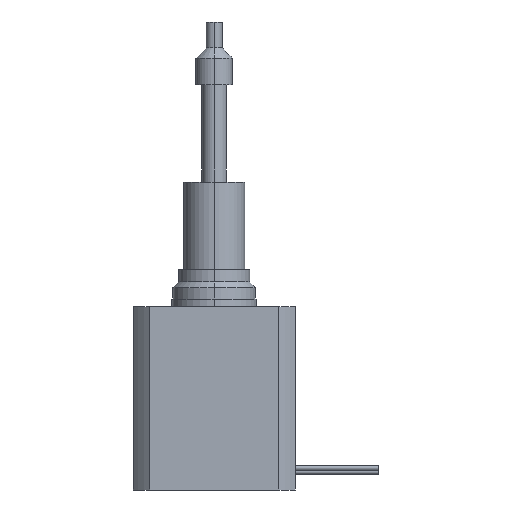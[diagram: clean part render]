
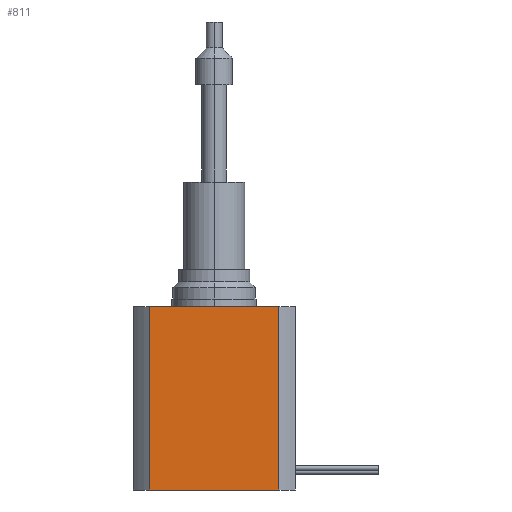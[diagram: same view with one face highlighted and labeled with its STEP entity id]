
A CAD part, left-side view. The second image highlights one B-rep face of the part: STEP entity #811.
In plain terms, the highlighted planar face has unit normal (-1, 0, 0).
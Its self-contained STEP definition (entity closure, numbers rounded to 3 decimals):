
#108 = ORIENTED_EDGE ( 'NONE', *, *, #526, .F. ) ;
#131 = LINE ( 'NONE', #2402, #801 ) ;
#164 = ORIENTED_EDGE ( 'NONE', *, *, #2925, .F. ) ;
#183 = VERTEX_POINT ( 'NONE', #255 ) ;
#255 = CARTESIAN_POINT ( 'NONE',  ( -21.1, -16.838, 0. ) ) ;
#301 = CARTESIAN_POINT ( 'NONE',  ( -21.1, 21.1, -47.75 ) ) ;
#518 = VERTEX_POINT ( 'NONE', #1952 ) ;
#526 = EDGE_CURVE ( 'NONE', #518, #1044, #2858, .T. ) ;
#527 = AXIS2_PLACEMENT_3D ( 'NONE', #301, #2890, #2829 ) ;
#642 = ORIENTED_EDGE ( 'NONE', *, *, #2335, .T. ) ;
#701 = DIRECTION ( 'NONE',  ( 0., -1., 0. ) ) ;
#759 = FACE_OUTER_BOUND ( 'NONE', #2023, .T. ) ;
#774 = VECTOR ( 'NONE', #2209, 1000. ) ;
#801 = VECTOR ( 'NONE', #1496, 1000. ) ;
#811 = ADVANCED_FACE ( 'NONE', ( #759 ), #996, .T. ) ;
#895 = EDGE_CURVE ( 'NONE', #518, #1568, #1278, .T. ) ;
#996 = PLANE ( 'NONE',  #527 ) ;
#1044 = VERTEX_POINT ( 'NONE', #1669 ) ;
#1215 = CARTESIAN_POINT ( 'NONE',  ( -21.1, 21.1, -47.75 ) ) ;
#1245 = DIRECTION ( 'NONE',  ( 0., 0., 1. ) ) ;
#1278 = LINE ( 'NONE', #1215, #774 ) ;
#1360 = CARTESIAN_POINT ( 'NONE',  ( -21.1, -16.838, -47.75 ) ) ;
#1496 = DIRECTION ( 'NONE',  ( 0., 0., 1. ) ) ;
#1568 = VERTEX_POINT ( 'NONE', #1360 ) ;
#1669 = CARTESIAN_POINT ( 'NONE',  ( -21.1, 16.838, 0. ) ) ;
#1952 = CARTESIAN_POINT ( 'NONE',  ( -21.1, 16.838, -47.75 ) ) ;
#1982 = CARTESIAN_POINT ( 'NONE',  ( -21.1, 16.838, -47.75 ) ) ;
#2023 = EDGE_LOOP ( 'NONE', ( #642, #164, #108, #2706 ) ) ;
#2209 = DIRECTION ( 'NONE',  ( 0., -1., 0. ) ) ;
#2335 = EDGE_CURVE ( 'NONE', #1568, #183, #131, .T. ) ;
#2402 = CARTESIAN_POINT ( 'NONE',  ( -21.1, -16.838, -47.75 ) ) ;
#2462 = VECTOR ( 'NONE', #1245, 1000. ) ;
#2706 = ORIENTED_EDGE ( 'NONE', *, *, #895, .T. ) ;
#2784 = CARTESIAN_POINT ( 'NONE',  ( -21.1, 21.1, 0. ) ) ;
#2829 = DIRECTION ( 'NONE',  ( 0., -1., 0. ) ) ;
#2858 = LINE ( 'NONE', #1982, #2462 ) ;
#2890 = DIRECTION ( 'NONE',  ( -1., 0., 0. ) ) ;
#2925 = EDGE_CURVE ( 'NONE', #1044, #183, #2998, .T. ) ;
#2929 = VECTOR ( 'NONE', #701, 1000. ) ;
#2998 = LINE ( 'NONE', #2784, #2929 ) ;
